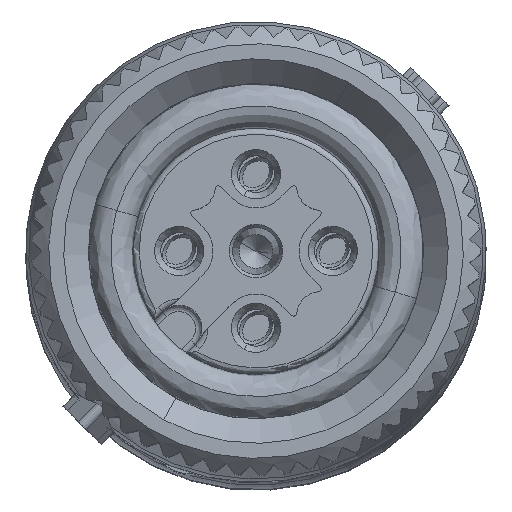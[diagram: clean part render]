
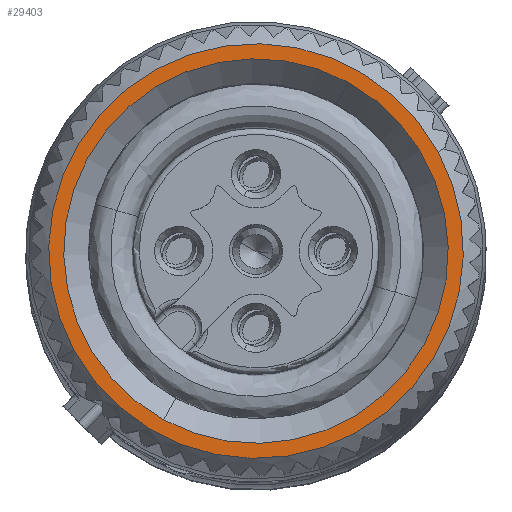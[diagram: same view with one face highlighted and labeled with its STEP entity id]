
A CAD part, top view. The second image highlights one B-rep face of the part: STEP entity #29403.
In plain terms, the highlighted planar face has unit normal (0, 0, 1).
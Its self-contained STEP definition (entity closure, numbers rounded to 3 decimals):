
#25899=AXIS2_PLACEMENT_3D('Circle Axis2P3D',#25897,#25898,$) ;
#29259=AXIS2_PLACEMENT_3D('Circle Axis2P3D',#29257,#29258,$) ;
#29379=AXIS2_PLACEMENT_3D('Plane Axis2P3D',#29376,#29377,#29378) ;
#29387=AXIS2_PLACEMENT_3D('Circle Axis2P3D',#29385,#29386,$) ;
#29396=AXIS2_PLACEMENT_3D('Circle Axis2P3D',#29394,#29395,$) ;
#25894=CARTESIAN_POINT('Vertex',(1.576,4.264,189.25)) ;
#25897=CARTESIAN_POINT('Axis2P3D Location',(7.5,7.5,189.25)) ;
#25901=CARTESIAN_POINT('Vertex',(13.424,10.736,189.25)) ;
#29257=CARTESIAN_POINT('Axis2P3D Location',(7.5,7.5,189.25)) ;
#29376=CARTESIAN_POINT('Axis2P3D Location',(0.75,7.5,189.25)) ;
#29385=CARTESIAN_POINT('Axis2P3D Location',(7.5,7.5,189.25)) ;
#29389=CARTESIAN_POINT('Vertex',(10.501,12.994,189.25)) ;
#29391=CARTESIAN_POINT('Vertex',(4.499,2.006,189.25)) ;
#29394=CARTESIAN_POINT('Axis2P3D Location',(7.5,7.5,189.25)) ;
#25898=DIRECTION('Axis2P3D Direction',(0.,0.,-1.)) ;
#29258=DIRECTION('Axis2P3D Direction',(0.,0.,-1.)) ;
#29377=DIRECTION('Axis2P3D Direction',(0.,0.,1.)) ;
#29378=DIRECTION('Axis2P3D XDirection',(0.,-1.,0.)) ;
#29386=DIRECTION('Axis2P3D Direction',(0.,0.,1.)) ;
#29395=DIRECTION('Axis2P3D Direction',(0.,0.,1.)) ;
#29382=ORIENTED_EDGE('',*,*,#29261,.T.) ;
#29383=ORIENTED_EDGE('',*,*,#25903,.T.) ;
#29400=ORIENTED_EDGE('',*,*,#29393,.F.) ;
#29401=ORIENTED_EDGE('',*,*,#29398,.F.) ;
#29402=FACE_BOUND('',#29399,.T.) ;
#29403=ADVANCED_FACE('Hauptk\X2\00F6\X0\rper',(#29384,#29402),#29380,.T.) ;
#25900=CIRCLE('generated circle',#25899,6.75) ;
#29260=CIRCLE('generated circle',#29259,6.75) ;
#29388=CIRCLE('generated circle',#29387,6.26) ;
#29397=CIRCLE('generated circle',#29396,6.26) ;
#25903=EDGE_CURVE('',#25902,#25895,#25900,.F.) ;
#29261=EDGE_CURVE('',#25895,#25902,#29260,.F.) ;
#29393=EDGE_CURVE('',#29390,#29392,#29388,.T.) ;
#29398=EDGE_CURVE('',#29392,#29390,#29397,.T.) ;
#29381=EDGE_LOOP('',(#29382,#29383)) ;
#29399=EDGE_LOOP('',(#29400,#29401)) ;
#29384=FACE_OUTER_BOUND('',#29381,.T.) ;
#29380=PLANE('',#29379) ;
#25895=VERTEX_POINT('',#25894) ;
#25902=VERTEX_POINT('',#25901) ;
#29390=VERTEX_POINT('',#29389) ;
#29392=VERTEX_POINT('',#29391) ;
